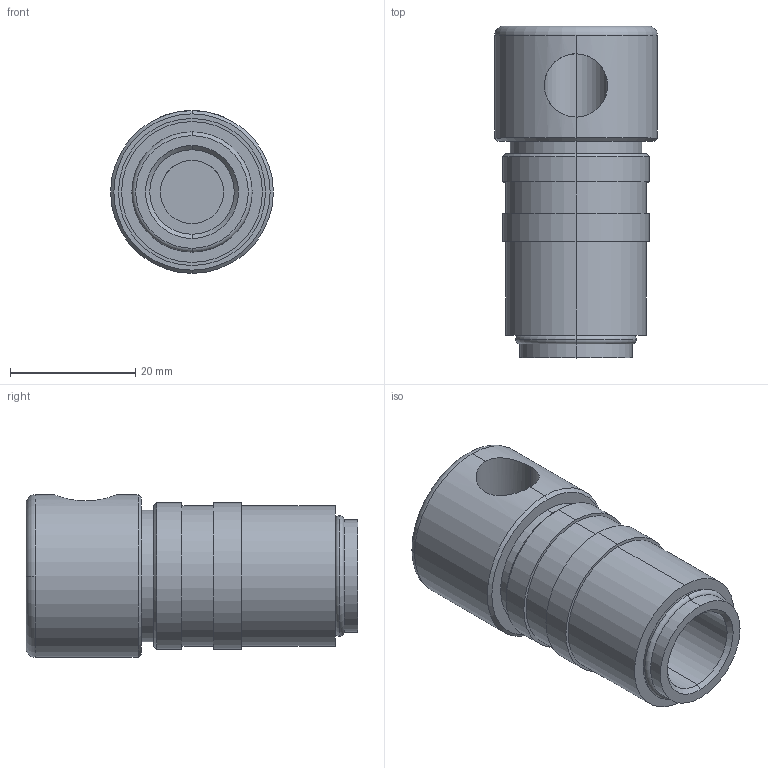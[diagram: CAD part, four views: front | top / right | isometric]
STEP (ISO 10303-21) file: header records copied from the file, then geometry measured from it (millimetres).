
FILE_DESCRIPTION(('STEP AP214'),'1');
FILE_NAME('esh_10-uab.stp','2020-04-22T06:05:27',('TraceParts'),('TraceParts S.A.'),'Spatial InterOp 3D',' ',' ');
FILE_SCHEMA(('automotive_design'));
Length unit declared in the file: millimetre
Products named in the file (1): 1
Bounding box: 26 x 53 x 26 mm (x, y, z)
Volume: 17569.7 mm3; surface area: 6988.3 mm2
Topology: 1 solids, 1 shells, 42 faces, 94 edges, 60 vertices
Faces by surface type: cylinder 20, plane 10, torus 6, cone 6
Entity records: 1700 total; most frequent: CARTESIAN_POINT 365, DIRECTION 230, ORIENTED_EDGE 188, AXIS2_PLACEMENT_3D 101, EDGE_CURVE 94, VERTEX_POINT 60, CIRCLE 58, EDGE_LOOP 50
